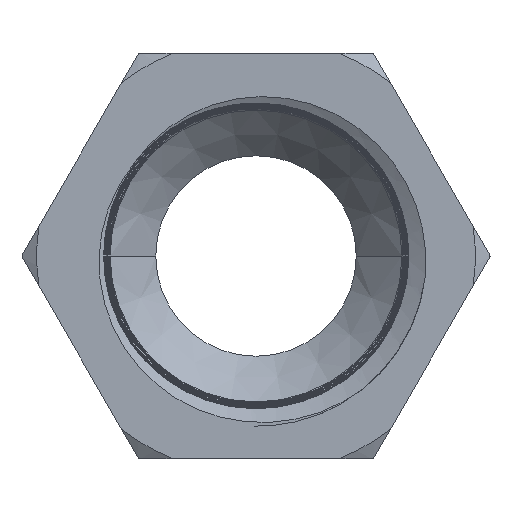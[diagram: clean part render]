
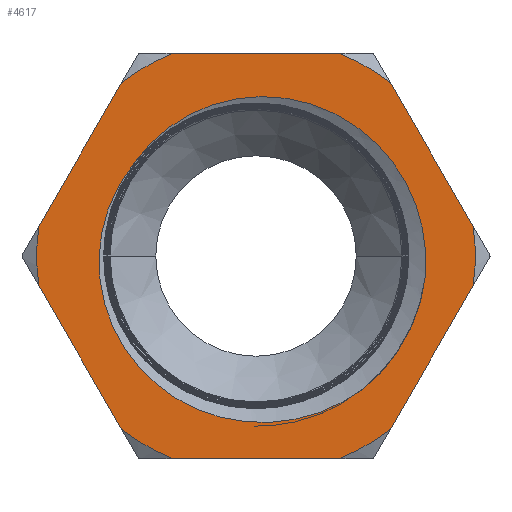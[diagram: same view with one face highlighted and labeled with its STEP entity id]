
A CAD part, left-side view. The second image highlights one B-rep face of the part: STEP entity #4617.
In plain terms, the highlighted planar face has unit normal (-1, 0, 0).
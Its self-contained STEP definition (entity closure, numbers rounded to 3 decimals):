
#121=DIRECTION('',(0.,-0.5,0.866));
#122=VECTOR('',#121,12.972);
#123=CARTESIAN_POINT('',(0.,17.013,2.333));
#124=LINE('',#123,#122);
#125=CARTESIAN_POINT('',(0.,0.,0.));
#126=DIRECTION('',(-1.,0.,0.));
#127=DIRECTION('',(0.,0.378,0.926));
#128=AXIS2_PLACEMENT_3D('',#125,#126,#127);
#130=DIRECTION('',(0.,-1.,0.));
#131=VECTOR('',#130,12.972);
#132=CARTESIAN_POINT('',(0.,6.486,15.9));
#133=LINE('',#132,#131);
#134=CARTESIAN_POINT('',(0.,0.,0.));
#135=DIRECTION('',(-1.,0.,0.));
#136=DIRECTION('',(0.,-0.613,0.79));
#137=AXIS2_PLACEMENT_3D('',#134,#135,#136);
#139=DIRECTION('',(0.,-0.5,-0.866));
#140=VECTOR('',#139,12.972);
#141=CARTESIAN_POINT('',(0.,-10.527,13.567));
#142=LINE('',#141,#140);
#143=DIRECTION('',(0.,0.5,-0.866));
#144=VECTOR('',#143,12.972);
#145=CARTESIAN_POINT('',(0.,-17.013,-2.333));
#146=LINE('',#145,#144);
#147=CARTESIAN_POINT('',(0.,0.,0.));
#148=DIRECTION('',(-1.,0.,0.));
#149=DIRECTION('',(0.,-0.378,-0.926));
#150=AXIS2_PLACEMENT_3D('',#147,#148,#149);
#152=DIRECTION('',(0.,1.,0.));
#153=VECTOR('',#152,12.972);
#154=CARTESIAN_POINT('',(0.,-6.486,-15.9));
#155=LINE('',#154,#153);
#156=CARTESIAN_POINT('',(0.,0.,0.));
#157=DIRECTION('',(-1.,0.,0.));
#158=DIRECTION('',(0.,0.613,-0.79));
#159=AXIS2_PLACEMENT_3D('',#156,#157,#158);
#161=DIRECTION('',(0.,0.5,0.866));
#162=VECTOR('',#161,12.972);
#163=CARTESIAN_POINT('',(0.,10.527,-13.567));
#164=LINE('',#163,#162);
#165=CARTESIAN_POINT('',(0.,9.48,7.342));
#166=CARTESIAN_POINT('',(0.,9.137,7.828));
#167=CARTESIAN_POINT('',(0.,8.385,8.741));
#168=CARTESIAN_POINT('',(0.,7.039,9.955));
#169=CARTESIAN_POINT('',(0.,5.538,10.949));
#170=CARTESIAN_POINT('',(0.,3.89,11.721));
#171=CARTESIAN_POINT('',(0.,2.137,12.242));
#172=CARTESIAN_POINT('',(0.,0.327,12.502));
#173=CARTESIAN_POINT('',(0.,-1.527,12.491));
#174=CARTESIAN_POINT('',(0.,-3.347,12.211));
#175=CARTESIAN_POINT('',(0.,-5.123,11.664));
#176=CARTESIAN_POINT('',(0.,-6.81,10.859));
#177=CARTESIAN_POINT('',(0.,-8.381,9.803));
#178=CARTESIAN_POINT('',(0.,-9.79,8.514));
#179=CARTESIAN_POINT('',(0.,-10.965,7.071));
#180=CARTESIAN_POINT('',(0.,-11.899,5.523));
#181=CARTESIAN_POINT('',(0.,-12.605,3.885));
#182=CARTESIAN_POINT('',(0.,-13.085,2.161));
#183=CARTESIAN_POINT('',(0.,-13.33,0.36));
#184=CARTESIAN_POINT('',(0.,-13.329,-0.848));
#185=CARTESIAN_POINT('',(0.,-13.287,-1.457));
#187=CARTESIAN_POINT('',(0.,0.,0.));
#188=DIRECTION('',(-1.,0.,0.));
#189=DIRECTION('',(0.,0.791,0.612));
#190=AXIS2_PLACEMENT_3D('',#187,#188,#189);
#192=CARTESIAN_POINT('',(0.,-8.405,-10.384));
#193=CARTESIAN_POINT('',(0.,-7.87,-10.786));
#194=CARTESIAN_POINT('',(0.,-6.755,-11.5));
#195=CARTESIAN_POINT('',(0.,-4.944,-12.311));
#196=CARTESIAN_POINT('',(0.,-3.032,-12.841));
#197=CARTESIAN_POINT('',(0.,-1.084,-13.079));
#198=CARTESIAN_POINT('',(0.,0.893,-13.021));
#199=CARTESIAN_POINT('',(0.,2.806,-12.673));
#200=CARTESIAN_POINT('',(0.,4.656,-12.039));
#201=CARTESIAN_POINT('',(0.,6.377,-11.139));
#202=CARTESIAN_POINT('',(0.,7.931,-10.002));
#203=CARTESIAN_POINT('',(0.,9.3,-8.637));
#204=CARTESIAN_POINT('',(0.,10.431,-7.102));
#205=CARTESIAN_POINT('',(0.,11.322,-5.409));
#206=CARTESIAN_POINT('',(0.,11.939,-3.614));
#207=CARTESIAN_POINT('',(0.,12.277,-1.756));
#208=CARTESIAN_POINT('',(0.,12.328,0.131));
#209=CARTESIAN_POINT('',(0.,12.094,1.986));
#210=CARTESIAN_POINT('',(0.,11.582,3.782));
#211=CARTESIAN_POINT('',(0.,10.803,5.472));
#212=CARTESIAN_POINT('',(0.,10.128,6.494));
#213=CARTESIAN_POINT('',(0.,9.749,6.981));
#215=CARTESIAN_POINT('',(0.,-13.287,-1.457));
#216=CARTESIAN_POINT('',(0.,-13.223,-2.035));
#217=CARTESIAN_POINT('',(0.,-13.022,-3.173));
#218=CARTESIAN_POINT('',(0.,-12.496,-4.844));
#219=CARTESIAN_POINT('',(0.,-11.762,-6.42));
#220=CARTESIAN_POINT('',(0.,-10.83,-7.89));
#221=CARTESIAN_POINT('',(0.,-9.707,-9.235));
#222=CARTESIAN_POINT('',(0.,-8.857,-10.018));
#223=CARTESIAN_POINT('',(0.,-8.405,-10.384));
#239=CARTESIAN_POINT('',(0.,0.,0.));
#240=DIRECTION('',(-1.,0.,0.));
#241=DIRECTION('',(0.,0.991,0.136));
#242=AXIS2_PLACEMENT_3D('',#239,#240,#241);
#265=CARTESIAN_POINT('',(0.,0.,0.));
#266=DIRECTION('',(-1.,0.,0.));
#267=DIRECTION('',(0.,-0.991,-0.136));
#268=AXIS2_PLACEMENT_3D('',#265,#266,#267);
#4349=CARTESIAN_POINT('',(0.,10.527,-13.567));
#4350=CARTESIAN_POINT('',(0.,6.486,-15.9));
#4351=VERTEX_POINT('',#4349);
#4352=VERTEX_POINT('',#4350);
#4353=CARTESIAN_POINT('',(0.,-6.486,-15.9));
#4354=CARTESIAN_POINT('',(0.,-10.527,-13.567));
#4355=VERTEX_POINT('',#4353);
#4356=VERTEX_POINT('',#4354);
#4357=CARTESIAN_POINT('',(0.,-10.527,13.567));
#4358=CARTESIAN_POINT('',(0.,-6.486,15.9));
#4359=VERTEX_POINT('',#4357);
#4360=VERTEX_POINT('',#4358);
#4361=CARTESIAN_POINT('',(0.,6.486,15.9));
#4362=CARTESIAN_POINT('',(0.,10.527,13.567));
#4363=VERTEX_POINT('',#4361);
#4364=VERTEX_POINT('',#4362);
#4381=CARTESIAN_POINT('',(0.,17.013,-2.333));
#4382=VERTEX_POINT('',#4381);
#4383=CARTESIAN_POINT('',(0.,17.013,2.333));
#4384=VERTEX_POINT('',#4383);
#4385=CARTESIAN_POINT('',(0.,-17.013,2.333));
#4386=VERTEX_POINT('',#4385);
#4387=CARTESIAN_POINT('',(0.,-17.013,-2.333));
#4388=VERTEX_POINT('',#4387);
#4435=VERTEX_POINT('',#165);
#4436=VERTEX_POINT('',#185);
#4437=VERTEX_POINT('',#223);
#4438=VERTEX_POINT('',#213);
#4576=CARTESIAN_POINT('',(0.,0.,0.));
#4577=DIRECTION('',(1.,0.,0.));
#4578=DIRECTION('',(0.,0.,-1.));
#4579=AXIS2_PLACEMENT_3D('',#4576,#4577,#4578);
#4580=PLANE('',#4579);
#4582=ORIENTED_EDGE('',*,*,#4581,.F.);
#4584=ORIENTED_EDGE('',*,*,#4583,.T.);
#4586=ORIENTED_EDGE('',*,*,#4585,.F.);
#4588=ORIENTED_EDGE('',*,*,#4587,.T.);
#4590=ORIENTED_EDGE('',*,*,#4589,.F.);
#4592=ORIENTED_EDGE('',*,*,#4591,.T.);
#4594=ORIENTED_EDGE('',*,*,#4593,.F.);
#4596=ORIENTED_EDGE('',*,*,#4595,.T.);
#4598=ORIENTED_EDGE('',*,*,#4597,.F.);
#4600=ORIENTED_EDGE('',*,*,#4599,.T.);
#4602=ORIENTED_EDGE('',*,*,#4601,.F.);
#4604=ORIENTED_EDGE('',*,*,#4603,.T.);
#4605=EDGE_LOOP('',(#4582,#4584,#4586,#4588,#4590,#4592,#4594,#4596,#4598,#4600,
#4602,#4604));
#4606=FACE_OUTER_BOUND('',#4605,.F.);
#4608=ORIENTED_EDGE('',*,*,#4607,.F.);
#4610=ORIENTED_EDGE('',*,*,#4609,.T.);
#4612=ORIENTED_EDGE('',*,*,#4611,.F.);
#4614=ORIENTED_EDGE('',*,*,#4613,.F.);
#4615=EDGE_LOOP('',(#4608,#4610,#4612,#4614));
#4616=FACE_BOUND('',#4615,.F.);
#129=CIRCLE('',#128,17.172);
#138=CIRCLE('',#137,17.172);
#151=CIRCLE('',#150,17.172);
#160=CIRCLE('',#159,17.172);
#186=B_SPLINE_CURVE_WITH_KNOTS('',3,(#165,#166,#167,#168,#169,#170,#171,#172,
#173,#174,#175,#176,#177,#178,#179,#180,#181,#182,#183,#184,#185),.UNSPECIFIED.,
.F.,.F.,(4,1,1,1,1,1,1,1,1,1,1,1,1,1,1,1,1,1,4),(0.,0.056,
0.111,0.167,0.222,0.278,
0.333,0.389,0.444,0.5,0.556,
0.611,0.667,0.722,0.778,
0.833,0.889,0.944,1.),.UNSPECIFIED.);
#191=CIRCLE('',#190,11.99);
#214=B_SPLINE_CURVE_WITH_KNOTS('',3,(#192,#193,#194,#195,#196,#197,#198,#199,
#200,#201,#202,#203,#204,#205,#206,#207,#208,#209,#210,#211,#212,#213),
.UNSPECIFIED.,.F.,.F.,(4,1,1,1,1,1,1,1,1,1,1,1,1,1,1,1,1,1,1,4),(0.,
0.053,0.105,0.158,0.211,
0.263,0.316,0.368,0.421,
0.474,0.526,0.579,0.632,
0.684,0.737,0.789,0.842,
0.895,0.947,1.),.UNSPECIFIED.);
#224=B_SPLINE_CURVE_WITH_KNOTS('',3,(#215,#216,#217,#218,#219,#220,#221,#222,
#223),.UNSPECIFIED.,.F.,.F.,(4,1,1,1,1,1,4),(0.,0.167,
0.333,0.5,0.667,0.833,1.),
.UNSPECIFIED.);
#243=CIRCLE('',#242,17.172);
#269=CIRCLE('',#268,17.172);
#4581=EDGE_CURVE('',#4384,#4382,#243,.T.);
#4583=EDGE_CURVE('',#4384,#4364,#124,.T.);
#4585=EDGE_CURVE('',#4363,#4364,#129,.T.);
#4587=EDGE_CURVE('',#4363,#4360,#133,.T.);
#4589=EDGE_CURVE('',#4359,#4360,#138,.T.);
#4591=EDGE_CURVE('',#4359,#4386,#142,.T.);
#4593=EDGE_CURVE('',#4388,#4386,#269,.T.);
#4595=EDGE_CURVE('',#4388,#4356,#146,.T.);
#4597=EDGE_CURVE('',#4355,#4356,#151,.T.);
#4599=EDGE_CURVE('',#4355,#4352,#155,.T.);
#4601=EDGE_CURVE('',#4351,#4352,#160,.T.);
#4603=EDGE_CURVE('',#4351,#4382,#164,.T.);
#4607=EDGE_CURVE('',#4435,#4436,#186,.T.);
#4609=EDGE_CURVE('',#4435,#4438,#191,.T.);
#4611=EDGE_CURVE('',#4437,#4438,#214,.T.);
#4613=EDGE_CURVE('',#4436,#4437,#224,.T.);
#4617=ADVANCED_FACE('',(#4606,#4616),#4580,.F.);
